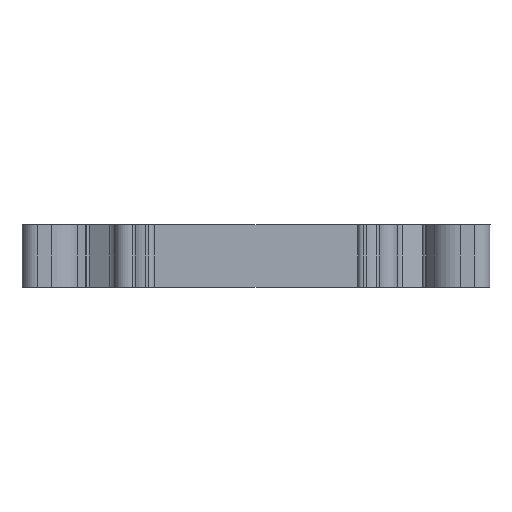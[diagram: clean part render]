
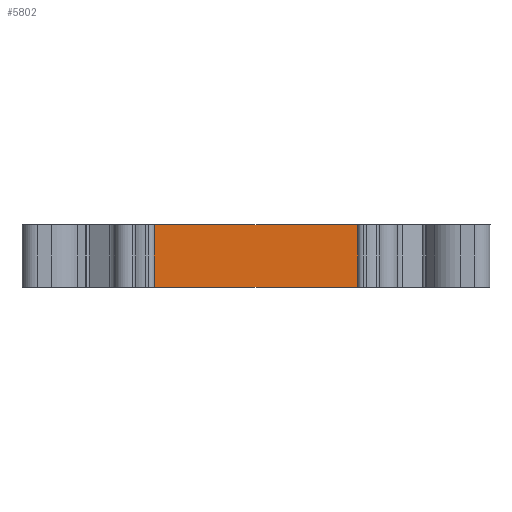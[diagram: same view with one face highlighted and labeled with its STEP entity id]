
A CAD part, front view. The second image highlights one B-rep face of the part: STEP entity #5802.
In plain terms, the highlighted planar face has unit normal (0, -1, 0).
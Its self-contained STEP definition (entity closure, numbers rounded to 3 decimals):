
#116 = VERTEX_POINT ( 'NONE', #10744 ) ;
#206 = VERTEX_POINT ( 'NONE', #10768 ) ;
#265 = VERTEX_POINT ( 'NONE', #10882 ) ;
#532 = EDGE_LOOP ( 'NONE', ( #9834, #9738, #9740, #9825 ) ) ;
#2800 = FACE_OUTER_BOUND ( 'NONE', #532, .T. ) ;
#2801 = PLANE ( 'NONE',  #14506 ) ;
#2802 = DIRECTION ( 'NONE',  ( 0., 0., -1. ) ) ;
#2808 = CARTESIAN_POINT ( 'NONE',  ( 1469.978, 929.333, -54.938 ) ) ;
#2810 = DIRECTION ( 'NONE',  ( 0., -1., 0. ) ) ;
#2980 = VECTOR ( 'NONE', #13561, 1000. ) ;
#2989 = VECTOR ( 'NONE', #13336, 1000. ) ;
#3491 = LINE ( 'NONE', #3528, #7347 ) ;
#3513 = DIRECTION ( 'NONE',  ( 0., 0., 1. ) ) ;
#3528 = CARTESIAN_POINT ( 'NONE',  ( 1469.978, 929.333, -54.938 ) ) ;
#3745 = CARTESIAN_POINT ( 'NONE',  ( 1469.978, 929.333, 2.95 ) ) ;
#4842 = EDGE_CURVE ( 'NONE', #116, #4936, #3491, .T. ) ;
#4936 = VERTEX_POINT ( 'NONE', #3745 ) ;
#5515 = EDGE_CURVE ( 'NONE', #206, #265, #7741, .T. ) ;
#5628 = EDGE_CURVE ( 'NONE', #116, #206, #13428, .T. ) ;
#5652 = EDGE_CURVE ( 'NONE', #265, #4936, #13551, .T. ) ;
#5802 = ADVANCED_FACE ( 'NONE', ( #2800 ), #2801, .T. ) ;
#7347 = VECTOR ( 'NONE', #3513, 1000. ) ;
#7741 = LINE ( 'NONE', #7742, #10052 ) ;
#7742 = CARTESIAN_POINT ( 'NONE',  ( 1450.378, 929.333, -54.938 ) ) ;
#7743 = DIRECTION ( 'NONE',  ( 0., 0., 1. ) ) ;
#9738 = ORIENTED_EDGE ( 'NONE', *, *, #5628, .F. ) ;
#9740 = ORIENTED_EDGE ( 'NONE', *, *, #4842, .T. ) ;
#9825 = ORIENTED_EDGE ( 'NONE', *, *, #5652, .F. ) ;
#9834 = ORIENTED_EDGE ( 'NONE', *, *, #5515, .F. ) ;
#10052 = VECTOR ( 'NONE', #7743, 1000. ) ;
#10744 = CARTESIAN_POINT ( 'NONE',  ( 1469.978, 929.333, -2.95 ) ) ;
#10768 = CARTESIAN_POINT ( 'NONE',  ( 1450.378, 929.333, -2.95 ) ) ;
#10882 = CARTESIAN_POINT ( 'NONE',  ( 1450.378, 929.333, 2.95 ) ) ;
#13336 = DIRECTION ( 'NONE',  ( -1., 0., 0. ) ) ;
#13342 = CARTESIAN_POINT ( 'NONE',  ( 1469.978, 929.333, -2.95 ) ) ;
#13428 = LINE ( 'NONE', #13342, #2989 ) ;
#13551 = LINE ( 'NONE', #13587, #2980 ) ;
#13561 = DIRECTION ( 'NONE',  ( 1., 0., 0. ) ) ;
#13587 = CARTESIAN_POINT ( 'NONE',  ( 1450.378, 929.333, 2.95 ) ) ;
#14506 = AXIS2_PLACEMENT_3D ( 'NONE', #2808, #2810, #2802 ) ;
